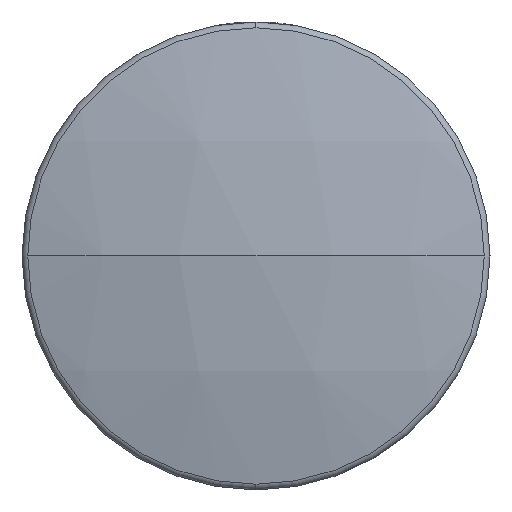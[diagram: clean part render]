
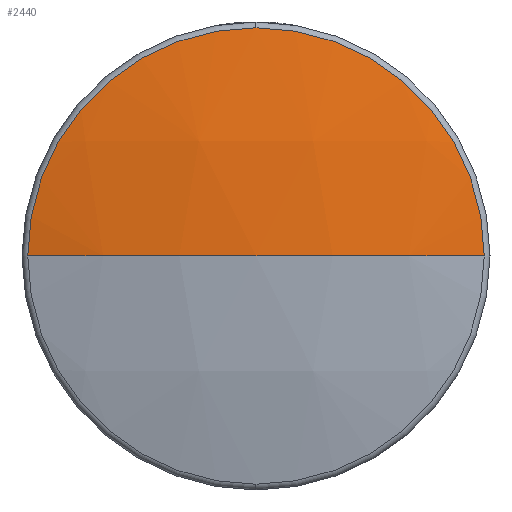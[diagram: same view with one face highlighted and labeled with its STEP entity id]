
A CAD part, left-side view. The second image highlights one B-rep face of the part: STEP entity #2440.
In plain terms, the highlighted spherical face has radius 105.667 mm.
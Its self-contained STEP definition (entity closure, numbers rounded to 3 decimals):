
#152 = DIRECTION ( 'NONE',  ( -1., 0., 0. ) ) ;
#227 = CIRCLE ( 'NONE', #1699, 24.385 ) ;
#232 = EDGE_LOOP ( 'NONE', ( #750, #574, #1285, #1094 ) ) ;
#465 = CARTESIAN_POINT ( 'NONE',  ( 2.852, 0., 0. ) ) ;
#514 = CARTESIAN_POINT ( 'NONE',  ( 0., 0., 0. ) ) ;
#574 = ORIENTED_EDGE ( 'NONE', *, *, #1502, .T. ) ;
#604 = AXIS2_PLACEMENT_3D ( 'NONE', #465, #2696, #1533 ) ;
#750 = ORIENTED_EDGE ( 'NONE', *, *, #2372, .F. ) ;
#795 = DIRECTION ( 'NONE',  ( -1., 0., 0. ) ) ;
#824 = FACE_OUTER_BOUND ( 'NONE', #232, .T. ) ;
#837 = CIRCLE ( 'NONE', #604, 24.385 ) ;
#907 = CARTESIAN_POINT ( 'NONE',  ( 2.852, 0., 24.385 ) ) ;
#918 = DIRECTION ( 'NONE',  ( 0., 0., 1. ) ) ;
#1027 = CIRCLE ( 'NONE', #1828, 105.667 ) ;
#1067 = DIRECTION ( 'NONE',  ( 0., -1., 0. ) ) ;
#1094 = ORIENTED_EDGE ( 'NONE', *, *, #1609, .T. ) ;
#1117 = VERTEX_POINT ( 'NONE', #514 ) ;
#1223 = CIRCLE ( 'NONE', #2114, 105.667 ) ;
#1285 = ORIENTED_EDGE ( 'NONE', *, *, #2133, .T. ) ;
#1350 = AXIS2_PLACEMENT_3D ( 'NONE', #1395, #918, #2739 ) ;
#1372 = VERTEX_POINT ( 'NONE', #1447 ) ;
#1395 = CARTESIAN_POINT ( 'NONE',  ( 105.667, 0., 0. ) ) ;
#1442 = DIRECTION ( 'NONE',  ( 0., 0., -1. ) ) ;
#1447 = CARTESIAN_POINT ( 'NONE',  ( 2.852, 24.385, 0. ) ) ;
#1502 = EDGE_CURVE ( 'NONE', #1117, #2488, #1223, .T. ) ;
#1533 = DIRECTION ( 'NONE',  ( 0., 0., -1. ) ) ;
#1605 = SPHERICAL_SURFACE ( 'NONE', #1350, 105.667 ) ;
#1609 = EDGE_CURVE ( 'NONE', #2596, #1372, #837, .T. ) ;
#1699 = AXIS2_PLACEMENT_3D ( 'NONE', #2578, #795, #1442 ) ;
#1770 = DIRECTION ( 'NONE',  ( 0., 0., -1. ) ) ;
#1828 = AXIS2_PLACEMENT_3D ( 'NONE', #2655, #1770, #152 ) ;
#1839 = CARTESIAN_POINT ( 'NONE',  ( 2.852, -24.385, 0. ) ) ;
#2114 = AXIS2_PLACEMENT_3D ( 'NONE', #2154, #2185, #1067 ) ;
#2133 = EDGE_CURVE ( 'NONE', #2488, #2596, #227, .T. ) ;
#2154 = CARTESIAN_POINT ( 'NONE',  ( 105.667, 0., 0. ) ) ;
#2185 = DIRECTION ( 'NONE',  ( 0., 0., 1. ) ) ;
#2372 = EDGE_CURVE ( 'NONE', #1117, #1372, #1027, .T. ) ;
#2440 = ADVANCED_FACE ( 'NONE', ( #824 ), #1605, .T. ) ;
#2488 = VERTEX_POINT ( 'NONE', #1839 ) ;
#2578 = CARTESIAN_POINT ( 'NONE',  ( 2.852, 0., 0. ) ) ;
#2596 = VERTEX_POINT ( 'NONE', #907 ) ;
#2655 = CARTESIAN_POINT ( 'NONE',  ( 105.667, 0., 0. ) ) ;
#2696 = DIRECTION ( 'NONE',  ( -1., 0., 0. ) ) ;
#2739 = DIRECTION ( 'NONE',  ( 0., 1., 0. ) ) ;
